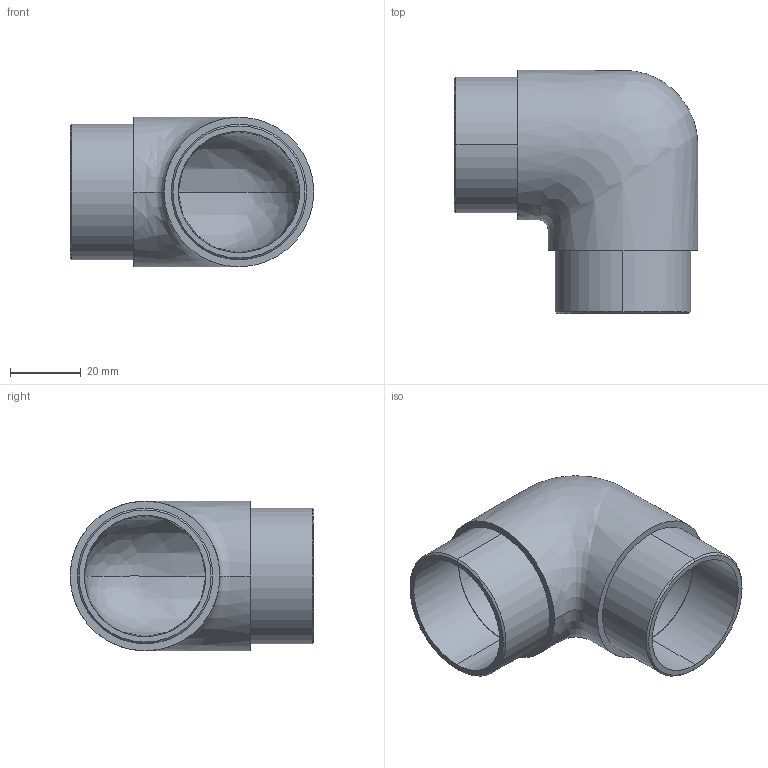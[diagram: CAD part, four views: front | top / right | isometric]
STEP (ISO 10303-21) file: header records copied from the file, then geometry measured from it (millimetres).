
FILE_DESCRIPTION (( 'STEP AP203' ), '1' );
FILE_NAME ('3D_GR-1112_42.4x2_188850890.STEP', '2024-11-07T16:59:03', ( '' ), ( '' ), 'SwSTEP 2.0', 'SolidWorks 2023', '' );
FILE_SCHEMA (( 'CONFIG_CONTROL_DESIGN' ));
Length unit declared in the file: millimetre
Products named in the file (1): 3D_GR-1112_42.4x2_188850890
Bounding box: 69 x 69 x 42.4 mm (x, y, z)
Volume: 35232.5 mm3; surface area: 22639.6 mm2
Topology: 1 solids, 1 shells, 22 faces, 44 edges, 28 vertices
Faces by surface type: cylinder 8, plane 6, cone 4, bspline 4
Entity records: 11420 total; most frequent: CARTESIAN_POINT 10882, DIRECTION 98, ORIENTED_EDGE 88, EDGE_CURVE 44, AXIS2_PLACEMENT_3D 43, EDGE_LOOP 28, VERTEX_POINT 28, CIRCLE 24
